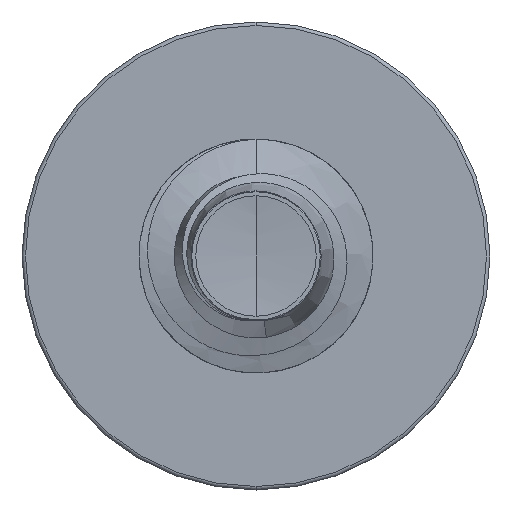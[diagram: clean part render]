
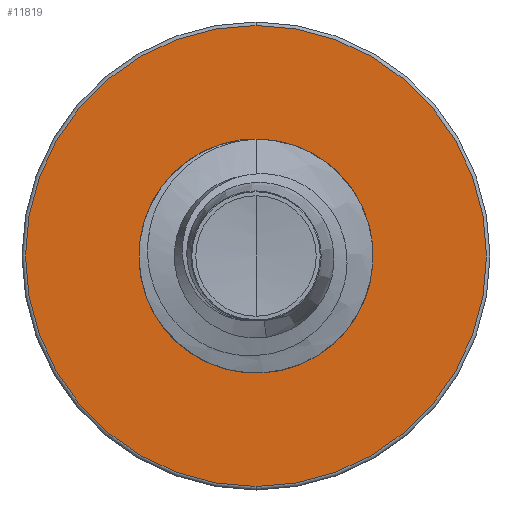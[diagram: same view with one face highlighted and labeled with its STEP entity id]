
A CAD part, front view. The second image highlights one B-rep face of the part: STEP entity #11819.
In plain terms, the highlighted planar face has unit normal (0, -1, 0).
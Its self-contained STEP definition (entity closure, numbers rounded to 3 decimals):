
#422 = EDGE_CURVE ( 'NONE', #11674, #1002, #2723, .T. ) ;
#469 = EDGE_LOOP ( 'NONE', ( #10874, #5748 ) ) ;
#1002 = VERTEX_POINT ( 'NONE', #2745 ) ;
#1736 = FACE_BOUND ( 'NONE', #13727, .T. ) ;
#2723 = CIRCLE ( 'NONE', #7671, 1.412 ) ;
#2745 = CARTESIAN_POINT ( 'NONE',  ( 0., 8.5, 1.412 ) ) ;
#2874 = AXIS2_PLACEMENT_3D ( 'NONE', #4322, #12797, #5533 ) ;
#3124 = CARTESIAN_POINT ( 'NONE',  ( 0., 8.5, -1.412 ) ) ;
#3348 = EDGE_CURVE ( 'NONE', #13739, #9366, #7824, .T. ) ;
#3724 = CARTESIAN_POINT ( 'NONE',  ( 0., 8.5, 0. ) ) ;
#3802 = AXIS2_PLACEMENT_3D ( 'NONE', #5963, #14414, #7204 ) ;
#4322 = CARTESIAN_POINT ( 'NONE',  ( 0., 8.5, 0. ) ) ;
#5071 = ORIENTED_EDGE ( 'NONE', *, *, #422, .T. ) ;
#5312 = CIRCLE ( 'NONE', #2874, 2.955 ) ;
#5533 = DIRECTION ( 'NONE',  ( 0., 0., 1. ) ) ;
#5748 = ORIENTED_EDGE ( 'NONE', *, *, #11795, .F. ) ;
#5894 = DIRECTION ( 'NONE',  ( 0., 1., 0. ) ) ;
#5963 = CARTESIAN_POINT ( 'NONE',  ( 0., 8.5, 0. ) ) ;
#6378 = DIRECTION ( 'NONE',  ( 0., 1., 0. ) ) ;
#6772 = DIRECTION ( 'NONE',  ( 0., 0., 1. ) ) ;
#7204 = DIRECTION ( 'NONE',  ( 0., 0., 1. ) ) ;
#7631 = CARTESIAN_POINT ( 'NONE',  ( 0., 8.5, -1.412 ) ) ;
#7671 = AXIS2_PLACEMENT_3D ( 'NONE', #3724, #6378, #8916 ) ;
#7824 = CIRCLE ( 'NONE', #3802, 2.955 ) ;
#8324 = CIRCLE ( 'NONE', #9193, 1.412 ) ;
#8916 = DIRECTION ( 'NONE',  ( 0., 0., 1. ) ) ;
#8961 = ORIENTED_EDGE ( 'NONE', *, *, #13479, .T. ) ;
#9193 = AXIS2_PLACEMENT_3D ( 'NONE', #13156, #5894, #14340 ) ;
#9328 = AXIS2_PLACEMENT_3D ( 'NONE', #3124, #13989, #6772 ) ;
#9366 = VERTEX_POINT ( 'NONE', #11367 ) ;
#10874 = ORIENTED_EDGE ( 'NONE', *, *, #3348, .F. ) ;
#11367 = CARTESIAN_POINT ( 'NONE',  ( 0., 8.5, -2.955 ) ) ;
#11378 = PLANE ( 'NONE',  #9328 ) ;
#11674 = VERTEX_POINT ( 'NONE', #7631 ) ;
#11795 = EDGE_CURVE ( 'NONE', #9366, #13739, #5312, .T. ) ;
#11819 = ADVANCED_FACE ( 'NONE', ( #14175, #1736 ), #11378, .F. ) ;
#11942 = CARTESIAN_POINT ( 'NONE',  ( 0., 8.5, 2.955 ) ) ;
#12797 = DIRECTION ( 'NONE',  ( 0., 1., 0. ) ) ;
#13156 = CARTESIAN_POINT ( 'NONE',  ( 0., 8.5, 0. ) ) ;
#13479 = EDGE_CURVE ( 'NONE', #1002, #11674, #8324, .T. ) ;
#13727 = EDGE_LOOP ( 'NONE', ( #8961, #5071 ) ) ;
#13739 = VERTEX_POINT ( 'NONE', #11942 ) ;
#13989 = DIRECTION ( 'NONE',  ( 0., 1., 0. ) ) ;
#14175 = FACE_OUTER_BOUND ( 'NONE', #469, .T. ) ;
#14340 = DIRECTION ( 'NONE',  ( 0., 0., 1. ) ) ;
#14414 = DIRECTION ( 'NONE',  ( 0., 1., 0. ) ) ;
